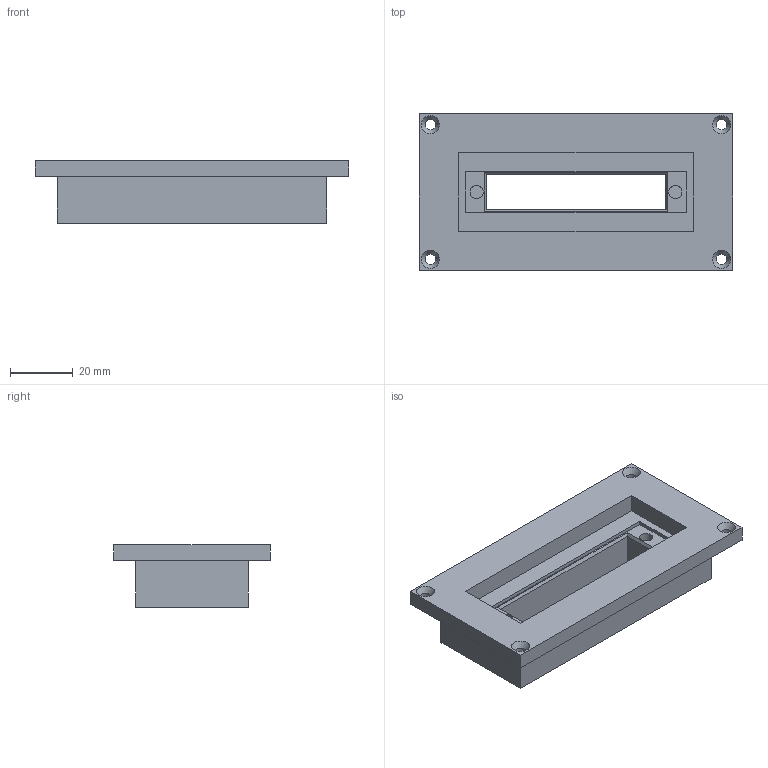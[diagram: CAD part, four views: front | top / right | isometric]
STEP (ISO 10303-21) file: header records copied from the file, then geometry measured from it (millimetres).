
FILE_DESCRIPTION(('FreeCAD Model'),'2;1');
FILE_NAME('Open CASCADE Shape Model','2025-01-18T17:24:54',(''),(''), 'Open CASCADE STEP processor 7.8','FreeCAD','Unknown');
FILE_SCHEMA(('AUTOMOTIVE_DESIGN { 1 0 10303 214 1 1 1 1 }'));
Length unit declared in the file: millimetre
Products named in the file (1): Body
Bounding box: 100 x 50 x 20 mm (x, y, z)
Volume: 50327.5 mm3; surface area: 17250.2 mm2
Topology: 1 solids, 1 shells, 41 faces, 94 edges, 60 vertices
Faces by surface type: plane 31, cylinder 6, cone 4
Full cylindrical faces by diameter (mm): 3.4 x4, 4.2 x2
Entity records: 1182 total; most frequent: CARTESIAN_POINT 196, DIRECTION 194, ORIENTED_EDGE 188, EDGE_CURVE 94, LINE 78, VECTOR 78, VERTEX_POINT 60, AXIS2_PLACEMENT_3D 58
